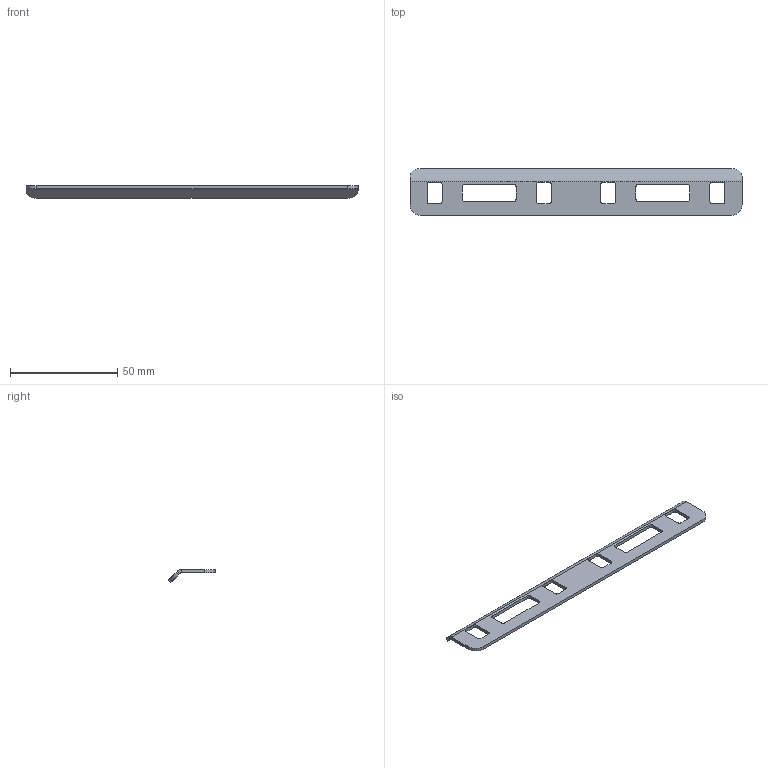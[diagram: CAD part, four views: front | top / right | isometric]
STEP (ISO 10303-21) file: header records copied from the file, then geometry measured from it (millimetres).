
FILE_DESCRIPTION (( 'STEP AP203' ), '1' );
FILE_NAME ('CLM51D-PS-035 Ïëàñòèíà ñîåäèíèòåëüíàÿ 35ìì IEK.STEP', '2023-05-31T10:46:36', ( '' ), ( '' ), 'SwSTEP 2.0', 'SolidWorks 2022', '' );
FILE_SCHEMA (( 'CONFIG_CONTROL_DESIGN' ));
Length unit declared in the file: millimetre
Products named in the file (1): CLM51D-PS-035 Пластина соединительная 35мм IEK
Bounding box: 155 x 21.95 x 6.01 mm (x, y, z)
Volume: 4368.6 mm3; surface area: 6733.3 mm2
Topology: 1 solids, 1 shells, 66 faces, 184 edges, 120 vertices
Faces by surface type: plane 36, cylinder 30
Entity records: 2225 total; most frequent: DIRECTION 378, CARTESIAN_POINT 371, ORIENTED_EDGE 368, EDGE_CURVE 184, AXIS2_PLACEMENT_3D 127, VECTOR 124, LINE 124, VERTEX_POINT 120
